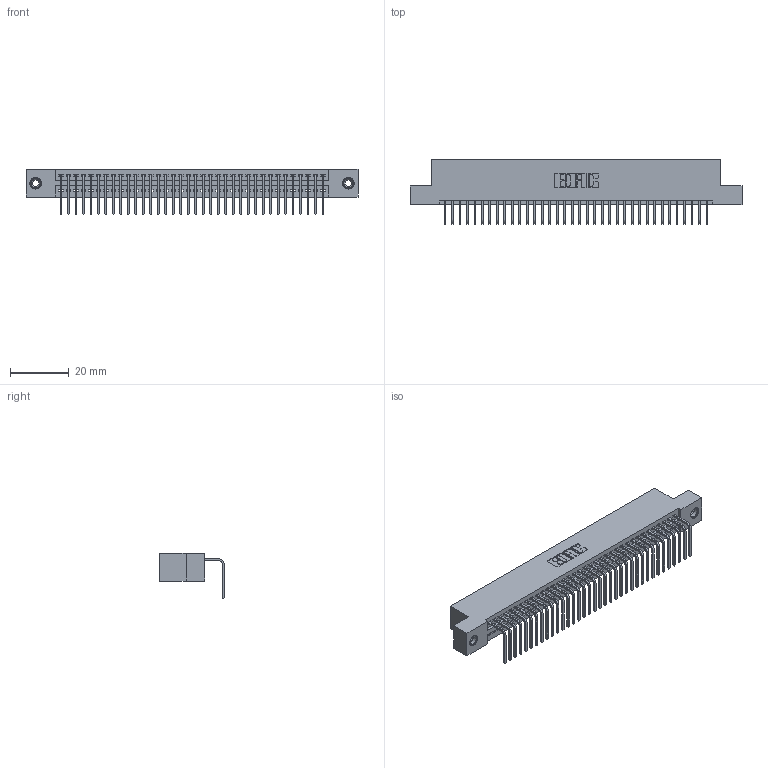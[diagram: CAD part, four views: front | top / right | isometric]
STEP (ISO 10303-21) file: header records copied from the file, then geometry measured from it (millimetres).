
FILE_DESCRIPTION (( 'STEP AP203' ), '1' );
FILE_NAME ('345-036-558-108.STEP', '2018-08-30T00:33:43', ( '' ), ( '' ), 'SwSTEP 2.0', 'SolidWorks 2016', '' );
FILE_SCHEMA (( 'CONFIG_CONTROL_DESIGN' ));
Length unit declared in the file: inch
Products named in the file (4): 345-036-558-108; 345 Part_Flush Mounting Lugs - 0.156 Dia-TI; 345-292-001_558 Tail - 2; 345-250-001_345-250-003-102
Assembly tree (39 placements, depth 2):
  345-036-558-108
    345 Part_Flush Mounting Lugs - 0.156 Dia-TI
    345-292-001_558 Tail - 2  x36
    345-250-001_345-250-003-102  x2
Bounding box: 112.65 x 21.83 x 15.37 mm (x, y, z)
Volume: 10763.8 mm3; surface area: 14946.5 mm2
Topology: 39 solids, 39 shells, 2346 faces, 7029 edges, 4630 vertices
Faces by surface type: plane 1624, cylinder 706, cone 12, torus 4
Entity records: 29172 total; most frequent: CARTESIAN_POINT 5035, ORIENTED_EDGE 4998, DIRECTION 4433, EDGE_CURVE 2499, LINE 2203, VECTOR 2203, VERTEX_POINT 1660, AXIS2_PLACEMENT_3D 1115
